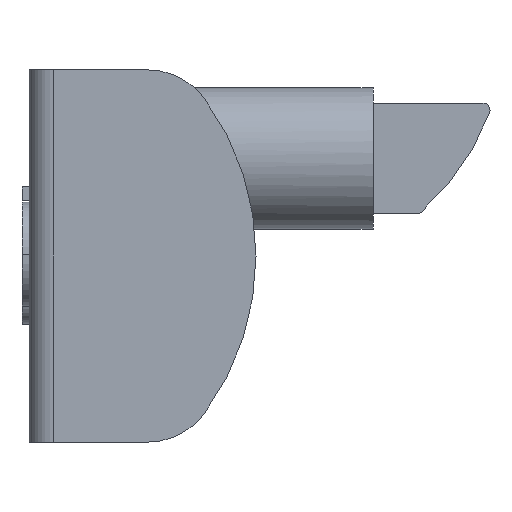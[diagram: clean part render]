
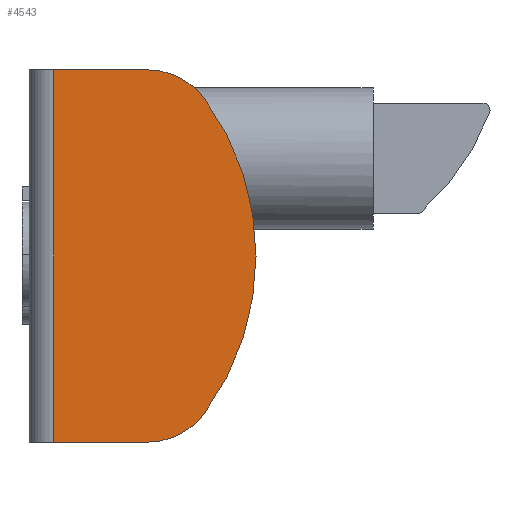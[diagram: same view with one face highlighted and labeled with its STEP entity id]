
A CAD part, left-side view. The second image highlights one B-rep face of the part: STEP entity #4543.
In plain terms, the highlighted planar face has unit normal (-1, 0, 0).
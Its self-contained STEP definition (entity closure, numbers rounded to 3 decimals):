
#234 = DIRECTION ( 'NONE',  ( 1., 0., 0. ) ) ;
#272 = DIRECTION ( 'NONE',  ( 0., 0., 1. ) ) ;
#282 = CIRCLE ( 'NONE', #6119, 7.5 ) ;
#287 = CARTESIAN_POINT ( 'NONE',  ( -14.2, 0., 5.25 ) ) ;
#293 = DIRECTION ( 'NONE',  ( 1., 0., 0. ) ) ;
#371 = LINE ( 'NONE', #3029, #1332 ) ;
#451 = CARTESIAN_POINT ( 'NONE',  ( -14.2, -2.337, -5.25 ) ) ;
#533 = EDGE_CURVE ( 'NONE', #5566, #3959, #6419, .T. ) ;
#779 = CARTESIAN_POINT ( 'NONE',  ( -14.2, 0.3, -5.25 ) ) ;
#788 = CARTESIAN_POINT ( 'NONE',  ( -14.2, -2.337, 5.25 ) ) ;
#808 = ORIENTED_EDGE ( 'NONE', *, *, #4564, .F. ) ;
#886 = EDGE_CURVE ( 'NONE', #1492, #3229, #1988, .T. ) ;
#927 = EDGE_CURVE ( 'NONE', #2685, #1492, #282, .T. ) ;
#987 = CARTESIAN_POINT ( 'NONE',  ( -14.2, 0.3, 5.25 ) ) ;
#1005 = FACE_OUTER_BOUND ( 'NONE', #3638, .T. ) ;
#1315 = CIRCLE ( 'NONE', #3798, 2. ) ;
#1332 = VECTOR ( 'NONE', #3526, 1000. ) ;
#1356 = CARTESIAN_POINT ( 'NONE',  ( -14.2, -3.951, -4.432 ) ) ;
#1492 = VERTEX_POINT ( 'NONE', #1356 ) ;
#1751 = CARTESIAN_POINT ( 'NONE',  ( -14.2, 2.1, 0. ) ) ;
#1988 = CIRCLE ( 'NONE', #6666, 2. ) ;
#2130 = DIRECTION ( 'NONE',  ( 0., 0., 1. ) ) ;
#2588 = ORIENTED_EDGE ( 'NONE', *, *, #886, .F. ) ;
#2685 = VERTEX_POINT ( 'NONE', #2975 ) ;
#2962 = DIRECTION ( 'NONE',  ( 0., 1., 0. ) ) ;
#2973 = VERTEX_POINT ( 'NONE', #779 ) ;
#2975 = CARTESIAN_POINT ( 'NONE',  ( -14.2, -3.951, 4.432 ) ) ;
#3029 = CARTESIAN_POINT ( 'NONE',  ( -14.2, 0.3, 0. ) ) ;
#3031 = EDGE_CURVE ( 'NONE', #3959, #2685, #1315, .T. ) ;
#3055 = VECTOR ( 'NONE', #2962, 1000. ) ;
#3229 = VERTEX_POINT ( 'NONE', #451 ) ;
#3503 = CARTESIAN_POINT ( 'NONE',  ( -14.2, 0., -5.25 ) ) ;
#3526 = DIRECTION ( 'NONE',  ( 0., 0., 1. ) ) ;
#3638 = EDGE_LOOP ( 'NONE', ( #4601, #2588, #6456, #5453, #4506, #808 ) ) ;
#3798 = AXIS2_PLACEMENT_3D ( 'NONE', #5967, #293, #272 ) ;
#3959 = VERTEX_POINT ( 'NONE', #788 ) ;
#3965 = DIRECTION ( 'NONE',  ( 1., 0., 0. ) ) ;
#3986 = CARTESIAN_POINT ( 'NONE',  ( -14.2, -1.437, 0. ) ) ;
#4424 = AXIS2_PLACEMENT_3D ( 'NONE', #3986, #3965, #5983 ) ;
#4498 = EDGE_CURVE ( 'NONE', #3229, #2973, #4731, .T. ) ;
#4506 = ORIENTED_EDGE ( 'NONE', *, *, #533, .F. ) ;
#4543 = ADVANCED_FACE ( 'NONE', ( #1005 ), #6053, .F. ) ;
#4564 = EDGE_CURVE ( 'NONE', #2973, #5566, #371, .T. ) ;
#4601 = ORIENTED_EDGE ( 'NONE', *, *, #4498, .F. ) ;
#4731 = LINE ( 'NONE', #3503, #3055 ) ;
#5291 = VECTOR ( 'NONE', #6421, 1000. ) ;
#5453 = ORIENTED_EDGE ( 'NONE', *, *, #3031, .F. ) ;
#5566 = VERTEX_POINT ( 'NONE', #987 ) ;
#5796 = CARTESIAN_POINT ( 'NONE',  ( -14.2, -2.337, -3.25 ) ) ;
#5967 = CARTESIAN_POINT ( 'NONE',  ( -14.2, -2.337, 3.25 ) ) ;
#5983 = DIRECTION ( 'NONE',  ( 0., 0., -1. ) ) ;
#6053 = PLANE ( 'NONE',  #4424 ) ;
#6119 = AXIS2_PLACEMENT_3D ( 'NONE', #1751, #234, #6389 ) ;
#6318 = DIRECTION ( 'NONE',  ( 1., 0., 0. ) ) ;
#6389 = DIRECTION ( 'NONE',  ( 0., 0., 1. ) ) ;
#6419 = LINE ( 'NONE', #287, #5291 ) ;
#6421 = DIRECTION ( 'NONE',  ( 0., -1., 0. ) ) ;
#6456 = ORIENTED_EDGE ( 'NONE', *, *, #927, .F. ) ;
#6666 = AXIS2_PLACEMENT_3D ( 'NONE', #5796, #6318, #2130 ) ;
